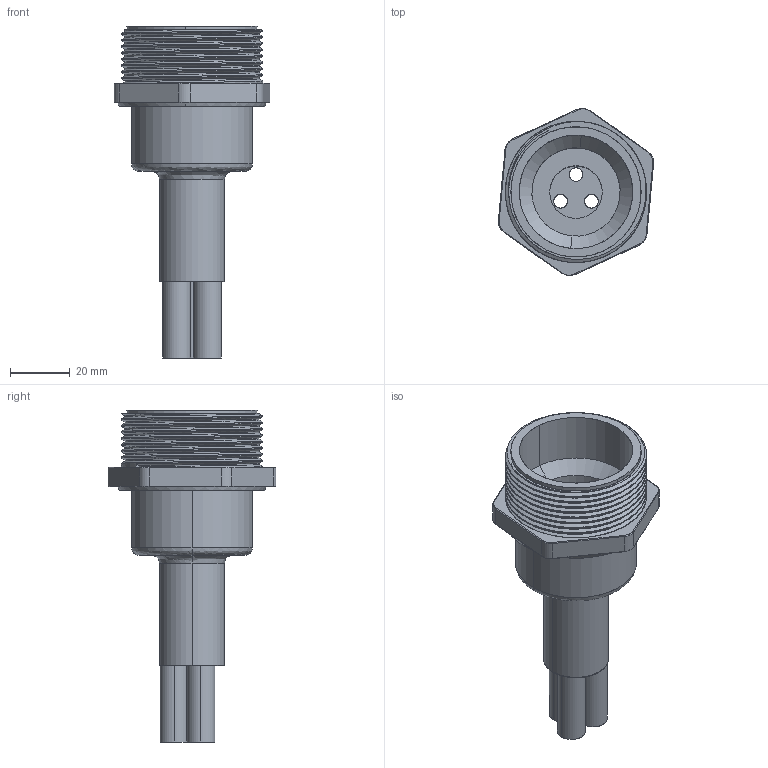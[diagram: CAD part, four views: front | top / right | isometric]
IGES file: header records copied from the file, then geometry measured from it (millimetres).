
Start section: SolidWorks IGES file using analytic representation for surfaces
Global section: file name: 4-NUP-3B.IGS; native system: SolidWorks 2020; preprocessor: SolidWorks 2020; author: office; date: 210601.113644; units: inch
Bounding box: 51.82 x 56.02 x 110.74 mm (x, y, z)
Surface area: 30613 mm2 (no closed solid volume)
Topology: 0 solids, 0 shells, 151 faces, 3239 edges, 3239 vertices
Faces by surface type: revolution 96, bspline 55
